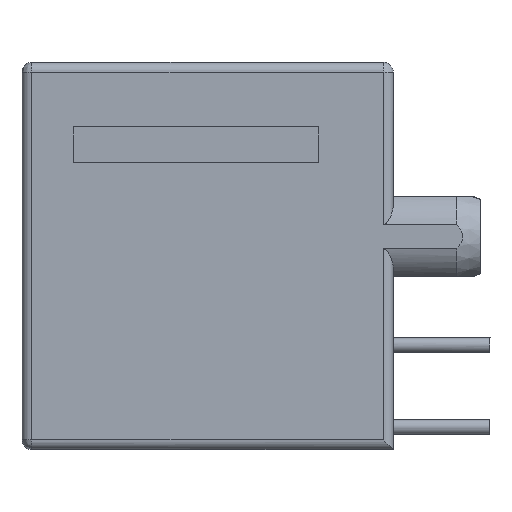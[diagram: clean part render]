
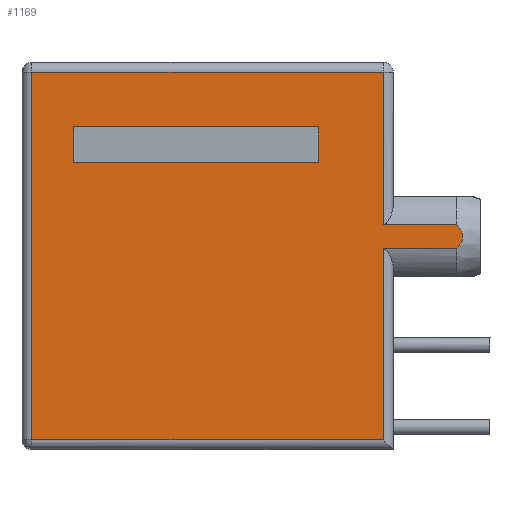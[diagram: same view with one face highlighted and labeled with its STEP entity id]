
A CAD part, left-side view. The second image highlights one B-rep face of the part: STEP entity #1169.
In plain terms, the highlighted planar face has unit normal (-1, 0, 0).
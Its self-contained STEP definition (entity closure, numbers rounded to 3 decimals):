
#1169=ADVANCED_FACE('NONE',(#2020,#2021),#2022,.T.);
#2020=FACE_OUTER_BOUND('',#2912,.T.);
#2021=FACE_BOUND('',#2913,.T.);
#2022=PLANE('',#2914);
#2912=EDGE_LOOP('',(#4977,#4978,#4979,#4980,#4981,#4982,#4983,#4984));
#2913=EDGE_LOOP('',(#4985,#4986,#4987,#4988));
#2914=AXIS2_PLACEMENT_3D('',#4989,#4990,#4991);
#4977=ORIENTED_EDGE('',*,*,#8393,.T.);
#4978=ORIENTED_EDGE('',*,*,#8394,.T.);
#4979=ORIENTED_EDGE('',*,*,#8392,.F.);
#4980=ORIENTED_EDGE('',*,*,#8108,.F.);
#4981=ORIENTED_EDGE('',*,*,#8395,.T.);
#4982=ORIENTED_EDGE('',*,*,#8396,.F.);
#4983=ORIENTED_EDGE('',*,*,#8397,.T.);
#4984=ORIENTED_EDGE('',*,*,#8132,.F.);
#4985=ORIENTED_EDGE('',*,*,#8398,.T.);
#4986=ORIENTED_EDGE('',*,*,#8399,.T.);
#4987=ORIENTED_EDGE('',*,*,#8400,.T.);
#4988=ORIENTED_EDGE('',*,*,#8401,.T.);
#4989=CARTESIAN_POINT('',(-5.885,-4.465,20.635));
#4990=DIRECTION('',(-1.0,0.0,0.0));
#4991=DIRECTION('',(0.0,0.0,1.0));
#8108=EDGE_CURVE('NONE',#9465,#9467,#9468,.T.);
#8132=EDGE_CURVE('NONE',#9507,#9509,#9510,.T.);
#8392=EDGE_CURVE('NONE',#9467,#9930,#9932,.T.);
#8393=EDGE_CURVE('NONE',#9507,#9933,#9934,.T.);
#8394=EDGE_CURVE('NONE',#9933,#9930,#9935,.T.);
#8395=EDGE_CURVE('NONE',#9465,#9936,#9937,.T.);
#8396=EDGE_CURVE('NONE',#9938,#9936,#9939,.T.);
#8397=EDGE_CURVE('NONE',#9938,#9509,#9940,.T.);
#8398=EDGE_CURVE('NONE',#9941,#9942,#9943,.T.);
#8399=EDGE_CURVE('NONE',#9942,#9944,#9945,.T.);
#8400=EDGE_CURVE('NONE',#9944,#9946,#9947,.T.);
#8401=EDGE_CURVE('NONE',#9946,#9941,#9948,.T.);
#9465=VERTEX_POINT('NONE',#11231);
#9467=VERTEX_POINT('NONE',#11242);
#9468=LINE('',#11243,#11244);
#9507=VERTEX_POINT('NONE',#11339);
#9509=VERTEX_POINT('NONE',#11341);
#9510=LINE('',#11342,#11343);
#9930=VERTEX_POINT('NONE',#12113);
#9932=LINE('',#12115,#12116);
#9933=VERTEX_POINT('NONE',#12117);
#9934=LINE('',#12118,#12119);
#9935=LINE('',#12120,#12121);
#9936=VERTEX_POINT('NONE',#12122);
#9937=LINE('',#12123,#12124);
#9938=VERTEX_POINT('NONE',#12125);
#9939=B_SPLINE_CURVE_WITH_KNOTS('',3,(#12126,#12127,#12128,#12129,#12130,#12131,#12132,#12133,#12134,#12135),.UNSPECIFIED.,.F.,.F.,(4,2,2,2,4),(0.,0.,0.,0.001,0.001),.UNSPECIFIED.);
#9940=LINE('',#12136,#12137);
#9941=VERTEX_POINT('NONE',#12138);
#9942=VERTEX_POINT('NONE',#12139);
#9943=LINE('',#12140,#12141);
#9944=VERTEX_POINT('NONE',#12142);
#9945=LINE('',#12143,#12144);
#9946=VERTEX_POINT('NONE',#12145);
#9947=LINE('',#12146,#12147);
#9948=LINE('',#12148,#12149);
#11231=CARTESIAN_POINT('',(-5.885,-4.465,14.857));
#11242=CARTESIAN_POINT('',(-5.885,-4.465,8.935));
#11243=CARTESIAN_POINT('',(-5.885,-4.465,20.635));
#11244=VECTOR('',#13423,1000.0);
#11339=CARTESIAN_POINT('',(-5.885,-4.465,20.335));
#11341=CARTESIAN_POINT('',(-5.885,-4.465,15.612));
#11342=CARTESIAN_POINT('',(-5.885,-4.465,20.635));
#11343=VECTOR('',#13446,1000.0);
#12113=CARTESIAN_POINT('',(-5.885,6.435,8.935));
#12115=CARTESIAN_POINT('',(-5.885,-48.226,8.935));
#12116=VECTOR('',#13736,1000.0);
#12117=CARTESIAN_POINT('',(-5.885,6.435,20.335));
#12118=CARTESIAN_POINT('',(-5.885,-4.465,20.335));
#12119=VECTOR('',#13737,1000.0);
#12120=CARTESIAN_POINT('',(-5.885,6.435,20.635));
#12121=VECTOR('',#13738,1000.0);
#12122=CARTESIAN_POINT('',(-5.885,-6.735,14.857));
#12123=CARTESIAN_POINT('',(-5.885,-4.465,14.857));
#12124=VECTOR('',#13739,1000.0);
#12125=CARTESIAN_POINT('',(-5.885,-6.735,15.612));
#12126=CARTESIAN_POINT('',(-5.885,-6.735,15.612));
#12127=CARTESIAN_POINT('',(-5.885,-6.785,15.56));
#12128=CARTESIAN_POINT('',(-5.885,-6.829,15.504));
#12129=CARTESIAN_POINT('',(-5.885,-6.897,15.377));
#12130=CARTESIAN_POINT('',(-5.885,-6.918,15.306));
#12131=CARTESIAN_POINT('',(-5.885,-6.918,15.164));
#12132=CARTESIAN_POINT('',(-5.885,-6.897,15.093));
#12133=CARTESIAN_POINT('',(-5.885,-6.83,14.966));
#12134=CARTESIAN_POINT('',(-5.885,-6.785,14.909));
#12135=CARTESIAN_POINT('',(-5.885,-6.735,14.857));
#12136=CARTESIAN_POINT('',(-5.885,-4.465,15.612));
#12137=VECTOR('',#13740,1000.0);
#12138=CARTESIAN_POINT('',(-5.885,5.135,18.635));
#12139=CARTESIAN_POINT('',(-5.885,-2.465,18.635));
#12140=CARTESIAN_POINT('',(-5.885,-4.465,18.635));
#12141=VECTOR('',#13741,1000.0);
#12142=CARTESIAN_POINT('',(-5.885,-2.465,17.535));
#12143=CARTESIAN_POINT('',(-5.885,-2.465,20.635));
#12144=VECTOR('',#13742,1000.0);
#12145=CARTESIAN_POINT('',(-5.885,5.135,17.535));
#12146=CARTESIAN_POINT('',(-5.885,-4.465,17.535));
#12147=VECTOR('',#13743,1000.0);
#12148=CARTESIAN_POINT('',(-5.885,5.135,20.635));
#12149=VECTOR('',#13744,1000.0);
#13423=DIRECTION('',(0.0,0.,-1.0));
#13446=DIRECTION('',(0.0,0.,-1.0));
#13736=DIRECTION('',(0.0,1.0,0.));
#13737=DIRECTION('',(0.0,1.0,0.0));
#13738=DIRECTION('',(-0.0,-0.0,-1.0));
#13739=DIRECTION('',(0.0,-1.0,0.0));
#13740=DIRECTION('',(0.0,1.0,0.0));
#13741=DIRECTION('',(0.0,-1.0,0.0));
#13742=DIRECTION('',(-0.0,-0.0,-1.0));
#13743=DIRECTION('',(0.0,1.0,0.0));
#13744=DIRECTION('',(0.0,0.0,1.0));
